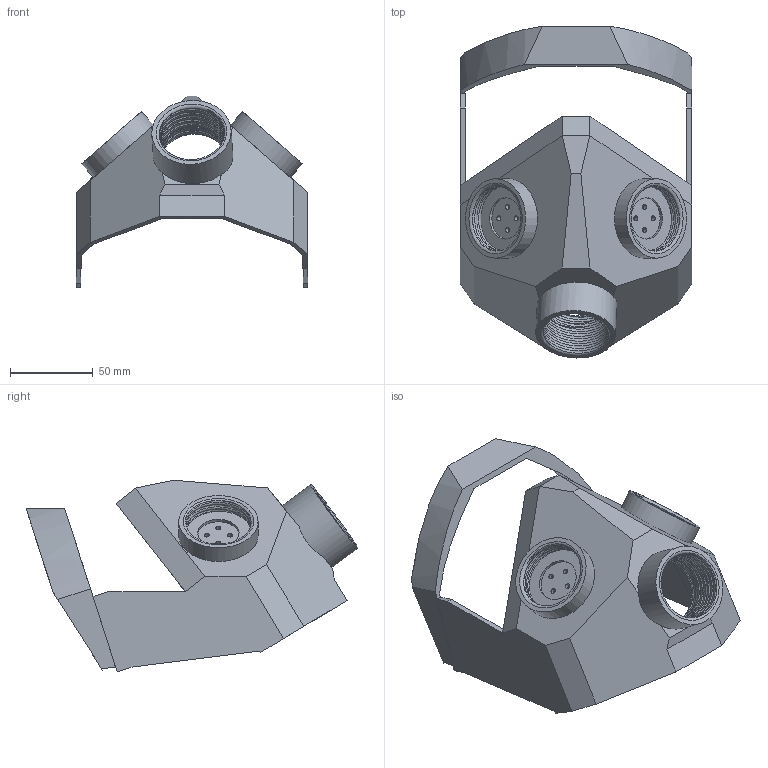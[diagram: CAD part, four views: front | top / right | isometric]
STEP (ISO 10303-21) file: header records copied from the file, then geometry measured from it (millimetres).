
FILE_DESCRIPTION(/* description */ (''),/* implementation_level */ '2;1');
FILE_NAME(/* name */ 'Angular mask concept v26.step',/* time_stamp */ '2020-08-01T17:12:14+01:00',/* author */ (''),/* organization */ (''),/* preprocessor_version */ 'ST-DEVELOPER v18.1',/* originating_system */ 'Autodesk Translation Framework v9.3.0.1241',/* authorisation */ '');
FILE_SCHEMA (('AUTOMOTIVE_DESIGN { 1 0 10303 214 3 1 1 }'));
Length unit declared in the file: millimetre
Products named in the file (4): Angular mask concept; DIY Valves; printed half face; non threaded full face (1)
Assembly tree (3 placements, depth 2):
  Angular mask concept
    DIY Valves
    printed half face
    non threaded full face (1)
Bounding box: 140 x 200.53 x 115.76 mm (x, y, z)
Volume: 150630.8 mm3; surface area: 99731.6 mm2
Topology: 3 solids, 3 shells, 124 faces, 336 edges, 222 vertices
Faces by surface type: plane 88, cylinder 17, bspline 15, torus 4
Full cylindrical faces by diameter (mm): 3 x8, 25 x2, 48 x4
Entity records: 7916 total; most frequent: CARTESIAN_POINT 4779, ORIENTED_EDGE 660, DIRECTION 548, EDGE_CURVE 330, LINE 220, VECTOR 220, VERTEX_POINT 218, AXIS2_PLACEMENT_3D 164
